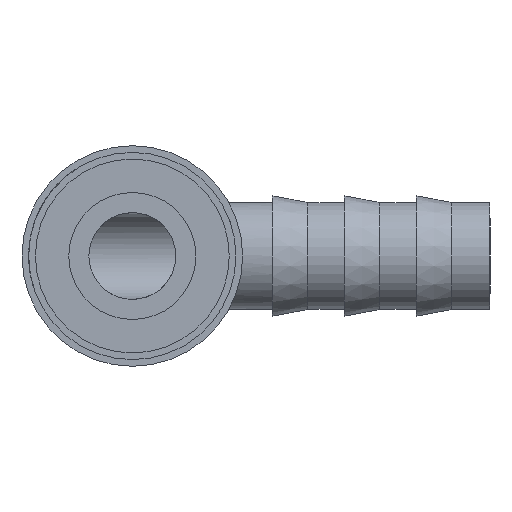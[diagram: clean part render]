
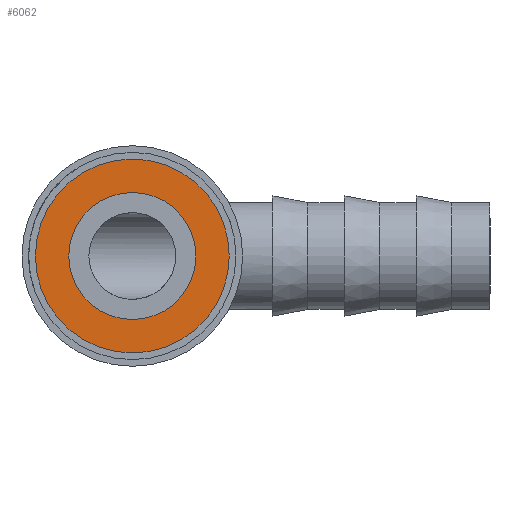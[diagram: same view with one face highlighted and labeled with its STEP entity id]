
A CAD part, left-side view. The second image highlights one B-rep face of the part: STEP entity #6062.
In plain terms, the highlighted planar face has unit normal (-1, 0, 0).
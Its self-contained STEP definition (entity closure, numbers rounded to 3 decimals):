
#153 = AXIS2_PLACEMENT_3D ( 'NONE', #7468, #4396, #2059 ) ;
#736 = FACE_OUTER_BOUND ( 'NONE', #4796, .T. ) ;
#933 = CARTESIAN_POINT ( 'NONE',  ( 0., 0., -14.5 ) ) ;
#1003 = VERTEX_POINT ( 'NONE', #4103 ) ;
#1358 = VERTEX_POINT ( 'NONE', #933 ) ;
#1580 = EDGE_CURVE ( 'NONE', #2529, #1003, #7216, .T. ) ;
#1675 = ORIENTED_EDGE ( 'NONE', *, *, #5109, .T. ) ;
#1725 = CARTESIAN_POINT ( 'NONE',  ( 0., 0., 14.5 ) ) ;
#1845 = DIRECTION ( 'NONE',  ( 1., 0., 0. ) ) ;
#1929 = CIRCLE ( 'NONE', #7358, 9.5 ) ;
#2059 = DIRECTION ( 'NONE',  ( 0., 0., 1. ) ) ;
#2181 = CIRCLE ( 'NONE', #2941, 14.5 ) ;
#2207 = ORIENTED_EDGE ( 'NONE', *, *, #1580, .T. ) ;
#2345 = CARTESIAN_POINT ( 'NONE',  ( 0., 0., 0. ) ) ;
#2529 = VERTEX_POINT ( 'NONE', #4646 ) ;
#2941 = AXIS2_PLACEMENT_3D ( 'NONE', #4989, #5145, #3957 ) ;
#3152 = PLANE ( 'NONE',  #5094 ) ;
#3318 = CIRCLE ( 'NONE', #153, 14.5 ) ;
#3529 = DIRECTION ( 'NONE',  ( 1., 0., 0. ) ) ;
#3682 = AXIS2_PLACEMENT_3D ( 'NONE', #4447, #4011, #3974 ) ;
#3810 = ORIENTED_EDGE ( 'NONE', *, *, #4328, .T. ) ;
#3957 = DIRECTION ( 'NONE',  ( 0., 0., 1. ) ) ;
#3974 = DIRECTION ( 'NONE',  ( 0., 0., -1. ) ) ;
#4011 = DIRECTION ( 'NONE',  ( 1., 0., 0. ) ) ;
#4103 = CARTESIAN_POINT ( 'NONE',  ( 0., 0., -9.5 ) ) ;
#4188 = CARTESIAN_POINT ( 'NONE',  ( 0., 0., 0. ) ) ;
#4266 = DIRECTION ( 'NONE',  ( 0., 0., -1. ) ) ;
#4274 = EDGE_CURVE ( 'NONE', #7204, #1358, #2181, .T. ) ;
#4328 = EDGE_CURVE ( 'NONE', #1358, #7204, #3318, .T. ) ;
#4396 = DIRECTION ( 'NONE',  ( -1., 0., 0. ) ) ;
#4447 = CARTESIAN_POINT ( 'NONE',  ( 0., 0., 0. ) ) ;
#4646 = CARTESIAN_POINT ( 'NONE',  ( 0., 0., 9.5 ) ) ;
#4796 = EDGE_LOOP ( 'NONE', ( #5250, #3810 ) ) ;
#4855 = FACE_BOUND ( 'NONE', #5164, .T. ) ;
#4989 = CARTESIAN_POINT ( 'NONE',  ( 0., 0., 0. ) ) ;
#5094 = AXIS2_PLACEMENT_3D ( 'NONE', #4188, #1845, #4266 ) ;
#5109 = EDGE_CURVE ( 'NONE', #1003, #2529, #1929, .T. ) ;
#5145 = DIRECTION ( 'NONE',  ( -1., 0., 0. ) ) ;
#5164 = EDGE_LOOP ( 'NONE', ( #2207, #1675 ) ) ;
#5250 = ORIENTED_EDGE ( 'NONE', *, *, #4274, .T. ) ;
#5938 = DIRECTION ( 'NONE',  ( 0., 0., -1. ) ) ;
#6062 = ADVANCED_FACE ( 'NONE', ( #4855, #736 ), #3152, .F. ) ;
#7204 = VERTEX_POINT ( 'NONE', #1725 ) ;
#7216 = CIRCLE ( 'NONE', #3682, 9.5 ) ;
#7358 = AXIS2_PLACEMENT_3D ( 'NONE', #2345, #3529, #5938 ) ;
#7468 = CARTESIAN_POINT ( 'NONE',  ( 0., 0., 0. ) ) ;
